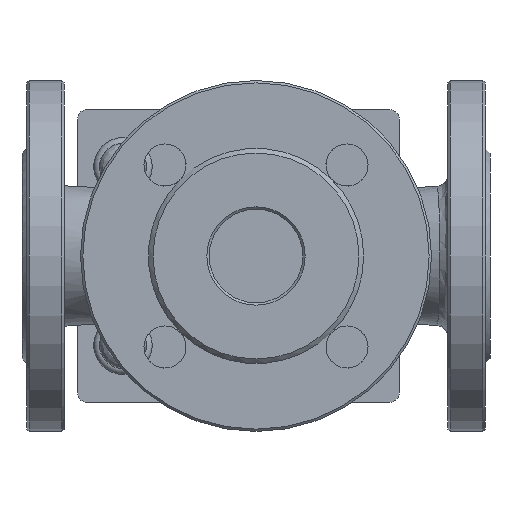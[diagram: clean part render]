
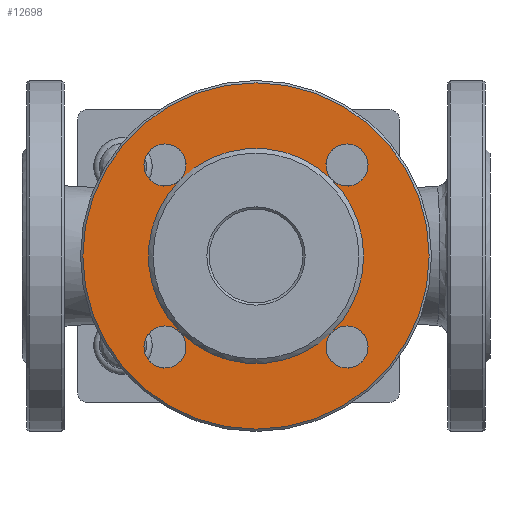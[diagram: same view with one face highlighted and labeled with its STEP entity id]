
A CAD part, front view. The second image highlights one B-rep face of the part: STEP entity #12698.
In plain terms, the highlighted planar face has unit normal (0, -1, 0).
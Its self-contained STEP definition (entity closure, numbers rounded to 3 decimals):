
#159=FACE_BOUND('',#1443,.T.);
#282=PLANE('',#13635);
#740=FACE_OUTER_BOUND('',#1442,.T.);
#1442=EDGE_LOOP('',(#8718));
#1443=EDGE_LOOP('',(#8719,#8720,#8721,#8722,#8723,#8724,#8725,#8726,#8727,
#8728,#8729,#8730,#8731));
#2156=CIRCLE('',#13634,74.);
#2157=CIRCLE('',#13636,9.);
#2158=CIRCLE('',#13637,46.);
#2159=CIRCLE('',#13638,9.);
#2160=CIRCLE('',#13639,9.);
#2161=CIRCLE('',#13640,46.);
#2162=CIRCLE('',#13641,9.);
#2163=CIRCLE('',#13642,9.);
#2164=CIRCLE('',#13643,46.);
#2165=CIRCLE('',#13644,46.);
#2166=CIRCLE('',#13645,9.);
#2167=CIRCLE('',#13646,9.);
#2168=CIRCLE('',#13647,46.);
#2169=CIRCLE('',#13648,9.);
#5249=VERTEX_POINT('',#20508);
#5250=VERTEX_POINT('',#20512);
#5251=VERTEX_POINT('',#20513);
#5252=VERTEX_POINT('',#20515);
#5253=VERTEX_POINT('',#20517);
#5254=VERTEX_POINT('',#20520);
#5255=VERTEX_POINT('',#20522);
#5256=VERTEX_POINT('',#20525);
#5257=VERTEX_POINT('',#20527);
#5258=VERTEX_POINT('',#20529);
#6556=EDGE_CURVE('',#5249,#5249,#2156,.T.);
#6557=EDGE_CURVE('',#5250,#5251,#2157,.T.);
#6558=EDGE_CURVE('',#5252,#5250,#2158,.T.);
#6559=EDGE_CURVE('',#5253,#5252,#2159,.T.);
#6560=EDGE_CURVE('',#5252,#5253,#2160,.T.);
#6561=EDGE_CURVE('',#5254,#5252,#2161,.T.);
#6562=EDGE_CURVE('',#5255,#5254,#2162,.T.);
#6563=EDGE_CURVE('',#5254,#5255,#2163,.T.);
#6564=EDGE_CURVE('',#5256,#5254,#2164,.T.);
#6565=EDGE_CURVE('',#5257,#5256,#2165,.T.);
#6566=EDGE_CURVE('',#5258,#5257,#2166,.T.);
#6567=EDGE_CURVE('',#5257,#5258,#2167,.T.);
#6568=EDGE_CURVE('',#5250,#5257,#2168,.T.);
#6569=EDGE_CURVE('',#5251,#5250,#2169,.T.);
#8718=ORIENTED_EDGE('',*,*,#6556,.F.);
#8719=ORIENTED_EDGE('',*,*,#6557,.F.);
#8720=ORIENTED_EDGE('',*,*,#6558,.F.);
#8721=ORIENTED_EDGE('',*,*,#6559,.F.);
#8722=ORIENTED_EDGE('',*,*,#6560,.F.);
#8723=ORIENTED_EDGE('',*,*,#6561,.F.);
#8724=ORIENTED_EDGE('',*,*,#6562,.F.);
#8725=ORIENTED_EDGE('',*,*,#6563,.F.);
#8726=ORIENTED_EDGE('',*,*,#6564,.F.);
#8727=ORIENTED_EDGE('',*,*,#6565,.F.);
#8728=ORIENTED_EDGE('',*,*,#6566,.F.);
#8729=ORIENTED_EDGE('',*,*,#6567,.F.);
#8730=ORIENTED_EDGE('',*,*,#6568,.F.);
#8731=ORIENTED_EDGE('',*,*,#6569,.F.);
#12698=ADVANCED_FACE('',(#740,#159),#282,.F.);
#13634=AXIS2_PLACEMENT_3D('',#20510,#15146,#15147);
#13635=AXIS2_PLACEMENT_3D('',#20511,#15148,#15149);
#13636=AXIS2_PLACEMENT_3D('',#20514,#15150,#15151);
#13637=AXIS2_PLACEMENT_3D('',#20516,#15152,#15153);
#13638=AXIS2_PLACEMENT_3D('',#20518,#15154,#15155);
#13639=AXIS2_PLACEMENT_3D('',#20519,#15156,#15157);
#13640=AXIS2_PLACEMENT_3D('',#20521,#15158,#15159);
#13641=AXIS2_PLACEMENT_3D('',#20523,#15160,#15161);
#13642=AXIS2_PLACEMENT_3D('',#20524,#15162,#15163);
#13643=AXIS2_PLACEMENT_3D('',#20526,#15164,#15165);
#13644=AXIS2_PLACEMENT_3D('',#20528,#15166,#15167);
#13645=AXIS2_PLACEMENT_3D('',#20530,#15168,#15169);
#13646=AXIS2_PLACEMENT_3D('',#20531,#15170,#15171);
#13647=AXIS2_PLACEMENT_3D('',#20532,#15172,#15173);
#13648=AXIS2_PLACEMENT_3D('',#20533,#15174,#15175);
#15146=DIRECTION('center_axis',(0.,1.,0.));
#15147=DIRECTION('ref_axis',(0.,0.,-1.));
#15148=DIRECTION('center_axis',(0.,1.,0.));
#15149=DIRECTION('ref_axis',(0.,0.,1.));
#15150=DIRECTION('center_axis',(0.,-1.,0.));
#15151=DIRECTION('ref_axis',(0.,0.,-1.));
#15152=DIRECTION('center_axis',(0.,-1.,0.));
#15153=DIRECTION('ref_axis',(-1.,0.,0.));
#15154=DIRECTION('center_axis',(0.,-1.,0.));
#15155=DIRECTION('ref_axis',(0.,0.,-1.));
#15156=DIRECTION('center_axis',(0.,-1.,0.));
#15157=DIRECTION('ref_axis',(0.,0.,-1.));
#15158=DIRECTION('center_axis',(0.,-1.,0.));
#15159=DIRECTION('ref_axis',(-1.,0.,0.));
#15160=DIRECTION('center_axis',(0.,-1.,0.));
#15161=DIRECTION('ref_axis',(0.,0.,-1.));
#15162=DIRECTION('center_axis',(0.,-1.,0.));
#15163=DIRECTION('ref_axis',(0.,0.,-1.));
#15164=DIRECTION('center_axis',(0.,-1.,0.));
#15165=DIRECTION('ref_axis',(-1.,0.,0.));
#15166=DIRECTION('center_axis',(0.,-1.,0.));
#15167=DIRECTION('ref_axis',(-1.,0.,0.));
#15168=DIRECTION('center_axis',(0.,-1.,0.));
#15169=DIRECTION('ref_axis',(0.,0.,-1.));
#15170=DIRECTION('center_axis',(0.,-1.,0.));
#15171=DIRECTION('ref_axis',(0.,0.,-1.));
#15172=DIRECTION('center_axis',(0.,-1.,0.));
#15173=DIRECTION('ref_axis',(-1.,0.,0.));
#15174=DIRECTION('center_axis',(0.,-1.,0.));
#15175=DIRECTION('ref_axis',(0.,0.,-1.));
#20508=CARTESIAN_POINT('',(0.,-98.,74.));
#20510=CARTESIAN_POINT('Origin',(0.,-98.,0.));
#20511=CARTESIAN_POINT('Origin',(0.,-98.,0.));
#20512=CARTESIAN_POINT('',(-32.527,-98.,-32.527));
#20513=CARTESIAN_POINT('',(-38.891,-98.,-29.891));
#20514=CARTESIAN_POINT('Origin',(-38.891,-98.,-38.891));
#20515=CARTESIAN_POINT('',(-32.527,-98.,32.527));
#20516=CARTESIAN_POINT('Origin',(0.,-98.,0.));
#20517=CARTESIAN_POINT('',(-38.891,-98.,47.891));
#20518=CARTESIAN_POINT('Origin',(-38.891,-98.,38.891));
#20519=CARTESIAN_POINT('Origin',(-38.891,-98.,38.891));
#20520=CARTESIAN_POINT('',(32.527,-98.,32.527));
#20521=CARTESIAN_POINT('Origin',(0.,-98.,0.));
#20522=CARTESIAN_POINT('',(38.891,-98.,47.891));
#20523=CARTESIAN_POINT('Origin',(38.891,-98.,38.891));
#20524=CARTESIAN_POINT('Origin',(38.891,-98.,38.891));
#20525=CARTESIAN_POINT('',(46.,-98.,0.));
#20526=CARTESIAN_POINT('Origin',(0.,-98.,0.));
#20527=CARTESIAN_POINT('',(32.527,-98.,-32.527));
#20528=CARTESIAN_POINT('Origin',(0.,-98.,0.));
#20529=CARTESIAN_POINT('',(38.891,-98.,-29.891));
#20530=CARTESIAN_POINT('Origin',(38.891,-98.,-38.891));
#20531=CARTESIAN_POINT('Origin',(38.891,-98.,-38.891));
#20532=CARTESIAN_POINT('Origin',(0.,-98.,0.));
#20533=CARTESIAN_POINT('Origin',(-38.891,-98.,-38.891));
